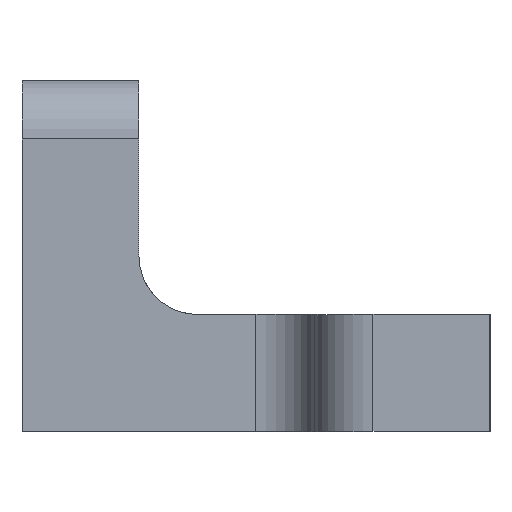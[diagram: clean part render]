
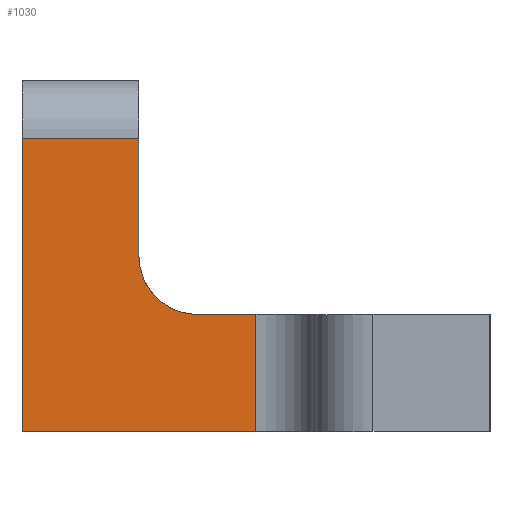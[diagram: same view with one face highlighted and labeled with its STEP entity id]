
A CAD part, left-side view. The second image highlights one B-rep face of the part: STEP entity #1030.
In plain terms, the highlighted planar face has unit normal (-1, 0, 0).
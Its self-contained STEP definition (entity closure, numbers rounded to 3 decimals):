
#61 = EDGE_CURVE('',#62,#64,#66,.T.);
#62 = VERTEX_POINT('',#63);
#63 = CARTESIAN_POINT('',(-20.,40.,0.));
#64 = VERTEX_POINT('',#65);
#65 = CARTESIAN_POINT('',(-20.,20.,0.));
#66 = LINE('',#67,#68);
#67 = CARTESIAN_POINT('',(-20.,29.996,0.));
#68 = VECTOR('',#69,1.);
#69 = DIRECTION('',(0.,-1.,0.));
#995 = VERTEX_POINT('',#996);
#996 = CARTESIAN_POINT('',(-20.,25.,10.));
#1002 = EDGE_CURVE('',#995,#1003,#1005,.T.);
#1003 = VERTEX_POINT('',#1004);
#1004 = CARTESIAN_POINT('',(-20.,20.,10.));
#1005 = LINE('',#1006,#1007);
#1006 = CARTESIAN_POINT('',(-20.,29.996,10.));
#1007 = VECTOR('',#1008,1.);
#1008 = DIRECTION('',(0.,-1.,0.));
#1030 = ADVANCED_FACE('',(#1031),#1080,.T.);
#1031 = FACE_BOUND('',#1032,.T.);
#1032 = EDGE_LOOP('',(#1033,#1043,#1051,#1059,#1065,#1066,#1072,#1073));
#1033 = ORIENTED_EDGE('',*,*,#1034,.T.);
#1034 = EDGE_CURVE('',#1035,#1037,#1039,.T.);
#1035 = VERTEX_POINT('',#1036);
#1036 = CARTESIAN_POINT('',(-20.,30.,15.));
#1037 = VERTEX_POINT('',#1038);
#1038 = CARTESIAN_POINT('',(-20.,30.,25.));
#1039 = LINE('',#1040,#1041);
#1040 = CARTESIAN_POINT('',(-20.,30.,59.344));
#1041 = VECTOR('',#1042,1.);
#1042 = DIRECTION('',(0.,0.,1.));
#1043 = ORIENTED_EDGE('',*,*,#1044,.F.);
#1044 = EDGE_CURVE('',#1045,#1037,#1047,.T.);
#1045 = VERTEX_POINT('',#1046);
#1046 = CARTESIAN_POINT('',(-20.,40.,25.));
#1047 = LINE('',#1048,#1049);
#1048 = CARTESIAN_POINT('',(-20.,40.,25.));
#1049 = VECTOR('',#1050,1.);
#1050 = DIRECTION('',(-0.,-1.,0.));
#1051 = ORIENTED_EDGE('',*,*,#1052,.T.);
#1052 = EDGE_CURVE('',#1045,#1053,#1055,.T.);
#1053 = VERTEX_POINT('',#1054);
#1054 = CARTESIAN_POINT('',(-20.,40.,10.));
#1055 = LINE('',#1056,#1057);
#1056 = CARTESIAN_POINT('',(-20.,40.,98.689));
#1057 = VECTOR('',#1058,1.);
#1058 = DIRECTION('',(-0.,-0.,-1.));
#1059 = ORIENTED_EDGE('',*,*,#1060,.T.);
#1060 = EDGE_CURVE('',#1053,#62,#1061,.T.);
#1061 = LINE('',#1062,#1063);
#1062 = CARTESIAN_POINT('',(-20.,40.,98.689));
#1063 = VECTOR('',#1064,1.);
#1064 = DIRECTION('',(-0.,-0.,-1.));
#1065 = ORIENTED_EDGE('',*,*,#61,.T.);
#1066 = ORIENTED_EDGE('',*,*,#1067,.F.);
#1067 = EDGE_CURVE('',#1003,#64,#1068,.T.);
#1068 = LINE('',#1069,#1070);
#1069 = CARTESIAN_POINT('',(-20.,20.,10.));
#1070 = VECTOR('',#1071,1.);
#1071 = DIRECTION('',(-0.,-0.,-1.));
#1072 = ORIENTED_EDGE('',*,*,#1002,.F.);
#1073 = ORIENTED_EDGE('',*,*,#1074,.T.);
#1074 = EDGE_CURVE('',#995,#1035,#1075,.T.);
#1075 = CIRCLE('',#1076,5.);
#1076 = AXIS2_PLACEMENT_3D('',#1077,#1078,#1079);
#1077 = CARTESIAN_POINT('',(-20.,25.,15.));
#1078 = DIRECTION('',(1.,-0.,0.));
#1079 = DIRECTION('',(0.,0.,-1.));
#1080 = PLANE('',#1081);
#1081 = AXIS2_PLACEMENT_3D('',#1082,#1083,#1084);
#1082 = CARTESIAN_POINT('',(-20.,40.,98.689));
#1083 = DIRECTION('',(-1.,0.,0.));
#1084 = DIRECTION('',(0.,-1.,0.));
